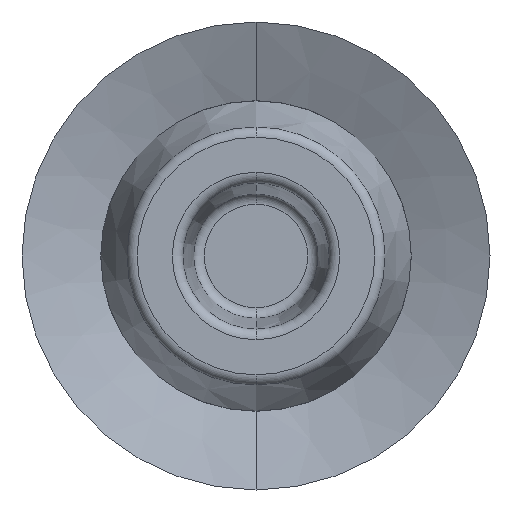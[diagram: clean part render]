
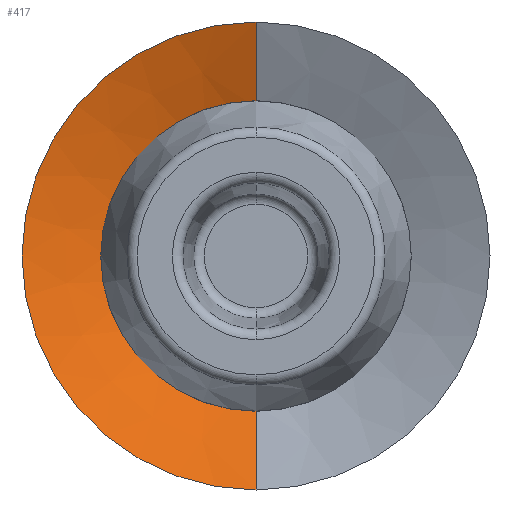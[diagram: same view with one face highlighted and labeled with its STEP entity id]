
A CAD part, front view. The second image highlights one B-rep face of the part: STEP entity #417.
In plain terms, the highlighted conical face has half-angle 68 degrees and reference radius 11 mm.
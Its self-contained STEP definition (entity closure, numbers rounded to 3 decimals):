
#36 = CARTESIAN_POINT ( 'NONE',  ( 0., 1.616, 7. ) ) ;
#38 = CARTESIAN_POINT ( 'NONE',  ( 0., 1.616, -7. ) ) ;
#42 = CARTESIAN_POINT ( 'NONE',  ( 0., 0., 11. ) ) ;
#46 = CARTESIAN_POINT ( 'NONE',  ( 0., 0., -11. ) ) ;
#274 = DIRECTION ( 'NONE',  ( 0., -1., 0. ) ) ;
#280 = CARTESIAN_POINT ( 'NONE',  ( 0., 1.616, 0. ) ) ;
#285 = DIRECTION ( 'NONE',  ( 0., 0., 1. ) ) ;
#289 = CARTESIAN_POINT ( 'NONE',  ( 0., 0., -11. ) ) ;
#290 = DIRECTION ( 'NONE',  ( 0., -0.375, -0.927 ) ) ;
#291 = DIRECTION ( 'NONE',  ( 0., 1., 0. ) ) ;
#292 = CARTESIAN_POINT ( 'NONE',  ( 0., 0., 0. ) ) ;
#305 = DIRECTION ( 'NONE',  ( 0., 0., -1. ) ) ;
#306 = CARTESIAN_POINT ( 'NONE',  ( 0., 0., 0. ) ) ;
#318 = DIRECTION ( 'NONE',  ( 0., 0., 1. ) ) ;
#320 = DIRECTION ( 'NONE',  ( 0., -0.375, 0.927 ) ) ;
#321 = CARTESIAN_POINT ( 'NONE',  ( 0., 0., 11. ) ) ;
#338 = DIRECTION ( 'NONE',  ( 0., 1., 0. ) ) ;
#417 = ADVANCED_FACE ( 'NONE', ( #531 ), #1025, .F. ) ;
#423 = EDGE_CURVE ( 'NONE', #907, #876, #540, .T. ) ;
#424 = EDGE_CURVE ( 'NONE', #876, #895, #1035, .T. ) ;
#427 = EDGE_CURVE ( 'NONE', #907, #926, #1039, .T. ) ;
#428 = EDGE_CURVE ( 'NONE', #926, #895, #544, .T. ) ;
#531 = FACE_OUTER_BOUND ( 'NONE', #929, .T. ) ;
#540 = LINE ( 'NONE', #289, #1036 ) ;
#544 = LINE ( 'NONE', #321, #1044 ) ;
#876 = VERTEX_POINT ( 'NONE', #46 ) ;
#879 = ORIENTED_EDGE ( 'NONE', *, *, #427, .T. ) ;
#881 = ORIENTED_EDGE ( 'NONE', *, *, #424, .F. ) ;
#895 = VERTEX_POINT ( 'NONE', #42 ) ;
#907 = VERTEX_POINT ( 'NONE', #38 ) ;
#926 = VERTEX_POINT ( 'NONE', #36 ) ;
#929 = EDGE_LOOP ( 'NONE', ( #879, #933, #881, #992 ) ) ;
#933 = ORIENTED_EDGE ( 'NONE', *, *, #428, .T. ) ;
#992 = ORIENTED_EDGE ( 'NONE', *, *, #423, .F. ) ;
#1024 = AXIS2_PLACEMENT_3D ( 'NONE', #306, #274, #305 ) ;
#1025 = CONICAL_SURFACE ( 'NONE', #1024, 11., 1.187 ) ;
#1035 = CIRCLE ( 'NONE', #1037, 11. ) ;
#1036 = VECTOR ( 'NONE', #290, 1000. ) ;
#1037 = AXIS2_PLACEMENT_3D ( 'NONE', #292, #291, #285 ) ;
#1039 = CIRCLE ( 'NONE', #1040, 7. ) ;
#1040 = AXIS2_PLACEMENT_3D ( 'NONE', #280, #338, #318 ) ;
#1044 = VECTOR ( 'NONE', #320, 1000. ) ;
